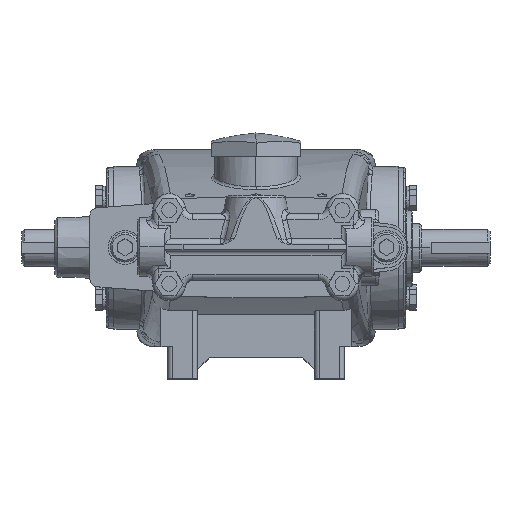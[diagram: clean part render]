
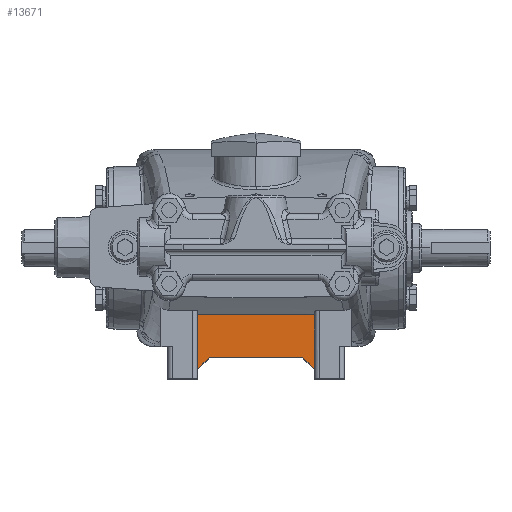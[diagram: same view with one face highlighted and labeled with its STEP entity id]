
A CAD part, top view. The second image highlights one B-rep face of the part: STEP entity #13671.
In plain terms, the highlighted planar face has unit normal (0, 0, 1).
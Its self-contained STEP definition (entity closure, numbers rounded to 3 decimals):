
#13397 = EDGE_CURVE ( 'NONE', #13470, #13680, #35028, .T. ) ;
#13410 = VERTEX_POINT ( 'NONE', #34931 ) ;
#13411 = VERTEX_POINT ( 'NONE', #34917 ) ;
#13448 = EDGE_CURVE ( 'NONE', #13469, #13470, #35049, .T. ) ;
#13469 = VERTEX_POINT ( 'NONE', #35086 ) ;
#13470 = VERTEX_POINT ( 'NONE', #35119 ) ;
#13475 = EDGE_CURVE ( 'NONE', #13680, #13672, #35104, .T. ) ;
#13476 = ORIENTED_EDGE ( 'NONE', *, *, #13475, .F. ) ;
#13478 = ORIENTED_EDGE ( 'NONE', *, *, #13448, .F. ) ;
#13663 = EDGE_CURVE ( 'NONE', #13410, #13469, #35737, .T. ) ;
#13669 = ORIENTED_EDGE ( 'NONE', *, *, #13397, .F. ) ;
#13671 = ADVANCED_FACE ( 'NONE', ( #35789 ), #35788, .T. ) ;
#13672 = VERTEX_POINT ( 'NONE', #35664 ) ;
#13673 = EDGE_LOOP ( 'NONE', ( #13675, #13674, #13678, #13476, #13669, #13478 ) ) ;
#13674 = ORIENTED_EDGE ( 'NONE', *, *, #13676, .T. ) ;
#13675 = ORIENTED_EDGE ( 'NONE', *, *, #13663, .F. ) ;
#13676 = EDGE_CURVE ( 'NONE', #13410, #13411, #35678, .T. ) ;
#13677 = EDGE_CURVE ( 'NONE', #13672, #13411, #35743, .T. ) ;
#13678 = ORIENTED_EDGE ( 'NONE', *, *, #13677, .F. ) ;
#13680 = VERTEX_POINT ( 'NONE', #35787 ) ;
#34917 = CARTESIAN_POINT ( 'NONE',  ( 31.75, -36.377, -38.989 ) ) ;
#34931 = CARTESIAN_POINT ( 'NONE',  ( 31.75, -66.106, -38.989 ) ) ;
#35025 = DIRECTION ( 'NONE',  ( -0.707, -0.707, 0. ) ) ;
#35026 = VECTOR ( 'NONE', #35025, 1000. ) ;
#35027 = CARTESIAN_POINT ( 'NONE',  ( -2.507, -36.863, -38.989 ) ) ;
#35028 = LINE ( 'NONE', #35027, #35026 ) ;
#35048 = CARTESIAN_POINT ( 'NONE',  ( 31.75, -59.69, -38.989 ) ) ;
#35049 = LINE ( 'NONE', #35048, #35065 ) ;
#35064 = DIRECTION ( 'NONE',  ( -1., 0., 0. ) ) ;
#35065 = VECTOR ( 'NONE', #35064, 1000. ) ;
#35086 = CARTESIAN_POINT ( 'NONE',  ( 25.334, -59.69, -38.989 ) ) ;
#35104 = LINE ( 'NONE', #35122, #35121 ) ;
#35119 = CARTESIAN_POINT ( 'NONE',  ( -25.334, -59.69, -38.989 ) ) ;
#35120 = DIRECTION ( 'NONE',  ( 0., 1., 0. ) ) ;
#35121 = VECTOR ( 'NONE', #35120, 1000. ) ;
#35122 = CARTESIAN_POINT ( 'NONE',  ( -31.75, -71.12, -38.989 ) ) ;
#35664 = CARTESIAN_POINT ( 'NONE',  ( -31.75, -36.377, -38.989 ) ) ;
#35666 = DIRECTION ( 'NONE',  ( -0.707, 0.707, 0. ) ) ;
#35667 = VECTOR ( 'NONE', #35666, 1000. ) ;
#35668 = CARTESIAN_POINT ( 'NONE',  ( 34.257, -68.613, -38.989 ) ) ;
#35674 = DIRECTION ( 'NONE',  ( 0., 1., 0. ) ) ;
#35675 = VECTOR ( 'NONE', #35674, 1000. ) ;
#35676 = CARTESIAN_POINT ( 'NONE',  ( 31.75, -71.12, -38.989 ) ) ;
#35678 = LINE ( 'NONE', #35676, #35675 ) ;
#35695 = AXIS2_PLACEMENT_3D ( 'NONE', #35822, #35721, #35720 ) ;
#35720 = DIRECTION ( 'NONE',  ( 1., 0., 0. ) ) ;
#35721 = DIRECTION ( 'NONE',  ( 0., 0., 1. ) ) ;
#35737 = LINE ( 'NONE', #35668, #35667 ) ;
#35740 = DIRECTION ( 'NONE',  ( 1., 0., 0. ) ) ;
#35741 = VECTOR ( 'NONE', #35740, 1000. ) ;
#35742 = CARTESIAN_POINT ( 'NONE',  ( 54.61, -36.377, -38.989 ) ) ;
#35743 = LINE ( 'NONE', #35742, #35741 ) ;
#35787 = CARTESIAN_POINT ( 'NONE',  ( -31.75, -66.106, -38.989 ) ) ;
#35788 = PLANE ( 'NONE',  #35695 ) ;
#35789 = FACE_OUTER_BOUND ( 'NONE', #13673, .T. ) ;
#35822 = CARTESIAN_POINT ( 'NONE',  ( 31.75, -71.12, -38.989 ) ) ;
